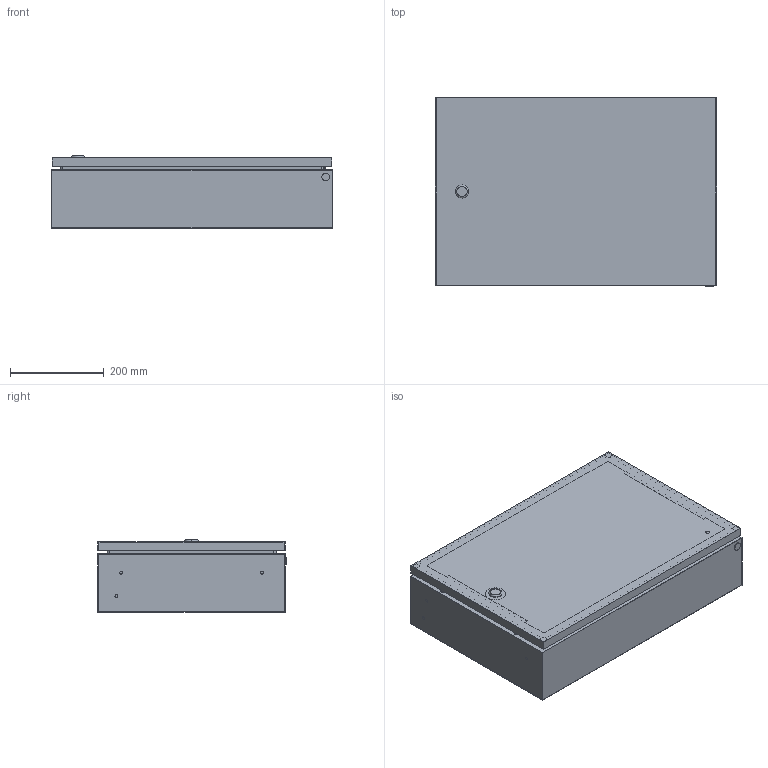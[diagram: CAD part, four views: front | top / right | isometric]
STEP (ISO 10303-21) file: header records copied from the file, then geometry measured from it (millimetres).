
FILE_DESCRIPTION (( 'STEP AP214' ), '1' );
FILE_NAME ('TI5-10-N-040-060-015-66.STEP', '2023-05-10T15:44:45', ( '' ), ( '' ), 'SwSTEP 2.0', 'SolidWorks 2022', '' );
FILE_SCHEMA (( 'AUTOMOTIVE_DESIGN' ));
Length unit declared in the file: millimetre
Products named in the file (4): Оболочка_400х600х150; TI5-10-N-040-060-015-66; Дверь_400x600; Панель_400х600
Assembly tree (3 placements, depth 2):
  TI5-10-N-040-060-015-66
    Оболочка_400х600х150
    Дверь_400x600
    Панель_400х600
Bounding box: 600 x 402 x 154.1 mm (x, y, z)
Volume: 1612217.3 mm3; surface area: 2175592.5 mm2
Topology: 3 solids, 3 shells, 318 faces, 788 edges, 507 vertices
Faces by surface type: plane 190, cylinder 110, torus 10, cone 8
Entity records: 9644 total; most frequent: DIRECTION 1686, CARTESIAN_POINT 1619, ORIENTED_EDGE 1576, EDGE_CURVE 788, AXIS2_PLACEMENT_3D 574, VECTOR 538, LINE 538, VERTEX_POINT 507
